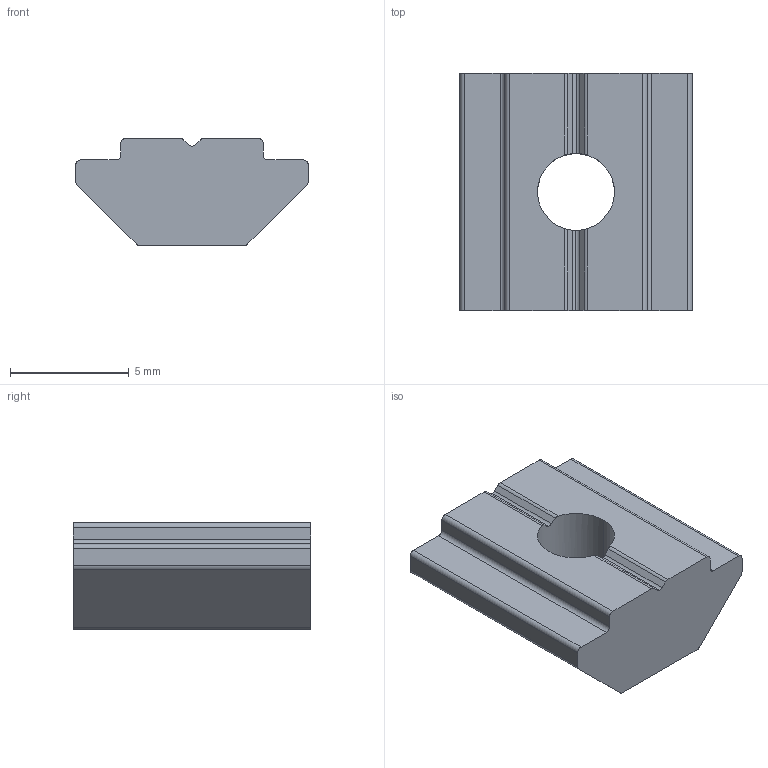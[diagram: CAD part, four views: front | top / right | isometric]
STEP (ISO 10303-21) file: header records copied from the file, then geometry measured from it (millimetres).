
FILE_DESCRIPTION (( 'STEP AP203' ), '1' );
FILE_NAME ('462514100.STEP', '2022-08-11T16:35:10', ( '' ), ( '' ), 'SwSTEP 2.0', 'SolidWorks 2014', '' );
FILE_SCHEMA (( 'CONFIG_CONTROL_DESIGN' ));
Length unit declared in the file: millimetre
Products named in the file (1): 462514100
Bounding box: 9.8 x 10 x 4.5 mm (x, y, z)
Volume: 300.8 mm3; surface area: 348.1 mm2
Topology: 1 solids, 1 shells, 37 faces, 108 edges, 72 vertices
Faces by surface type: cylinder 20, plane 17
Entity records: 1325 total; most frequent: CARTESIAN_POINT 254, ORIENTED_EDGE 216, DIRECTION 206, EDGE_CURVE 108, AXIS2_PLACEMENT_3D 72, VERTEX_POINT 72, VECTOR 62, LINE 62
